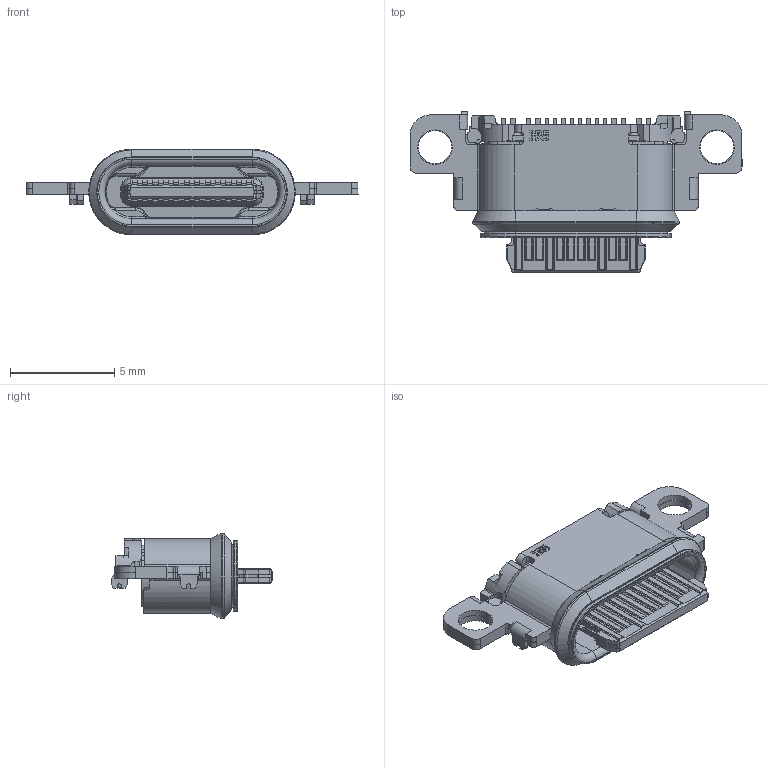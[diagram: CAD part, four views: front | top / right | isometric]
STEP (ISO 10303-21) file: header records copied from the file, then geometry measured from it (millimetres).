
FILE_DESCRIPTION(('Creo Elements/Direct Modeling STEP Export'),'2;1');
FILE_NAME('CX90MW6-16P_3D_Modeling_20210917.stp','2021-09-17T11:01:02',(''),(''),'Creo Elements/Direct Modeling STEP processor for AP214 (Solid Model)','Creo Elements/Direct Modeling 19.0G 27-Nov-2017 (C) Parametric Technology GmbH','');
FILE_SCHEMA(('AUTOMOTIVE_DESIGN { 1 0 10303 214 1 1 1 1 }'));
Length unit declared in the file: millimetre
Products named in the file (2): CX90MW6-16P; CX90MW6-16P(000)
Assembly tree (1 placements, depth 2):
  CX90MW6-16P(000)
    CX90MW6-16P
Bounding box: 15.92 x 7.73 x 4.11 mm (x, y, z)
Surface area: 524.4 mm2 (no closed solid volume)
Topology: 0 solids, 14 shells, 1520 faces, 4251 edges, 2719 vertices
Faces by surface type: plane 1028, cylinder 378, bspline 38, cone 34, torus 34, sphere 8
Entity records: 54530 total; most frequent: CARTESIAN_POINT 13021, ORIENTED_EDGE 8438, DIRECTION 7548, EDGE_CURVE 4224, VECTOR 3120, LINE 3120, VERTEX_POINT 2719, AXIS2_PLACEMENT_3D 2214
